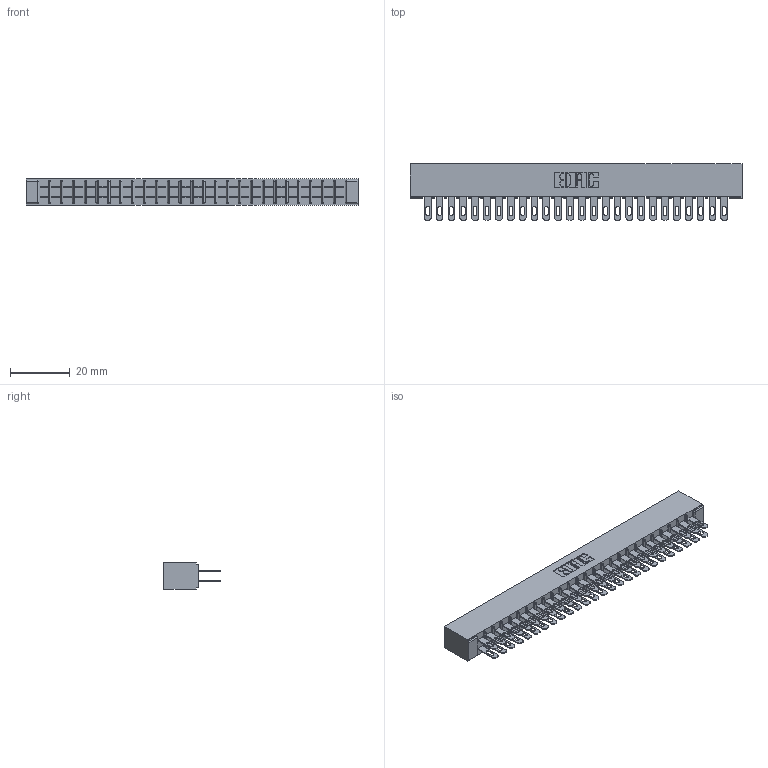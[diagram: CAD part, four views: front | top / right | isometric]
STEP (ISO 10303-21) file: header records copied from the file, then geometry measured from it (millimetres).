
FILE_DESCRIPTION (( 'STEP AP203' ), '1' );
FILE_NAME ('305-052-500-501.STEP', '2019-09-09T22:09:11', ( '' ), ( '' ), 'SwSTEP 2.0', 'SolidWorks 2016', '' );
FILE_SCHEMA (( 'CONFIG_CONTROL_DESIGN' ));
Length unit declared in the file: inch
Products named in the file (3): 305-290-001_500; 305-052-500-501; 305 Part_No Mounting
Assembly tree (53 placements, depth 2):
  305-052-500-501
    305 Part_No Mounting
    305-290-001_500  x52
Bounding box: 110.9 x 18.85 x 8.71 mm (x, y, z)
Volume: 6938.6 mm3; surface area: 15624.2 mm2
Topology: 53 solids, 53 shells, 2708 faces, 7754 edges, 5028 vertices
Faces by surface type: plane 1520, cylinder 1084, sphere 104
Entity records: 29843 total; most frequent: CARTESIAN_POINT 4936, ORIENTED_EDGE 4896, DIRECTION 4788, EDGE_CURVE 2448, VECTOR 1964, LINE 1964, VERTEX_POINT 1560, AXIS2_PLACEMENT_3D 1412
